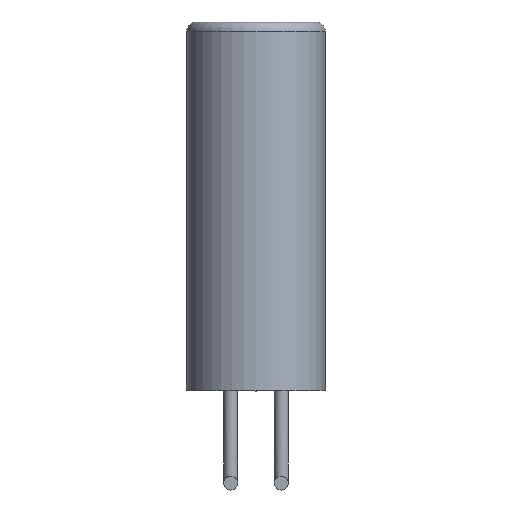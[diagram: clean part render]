
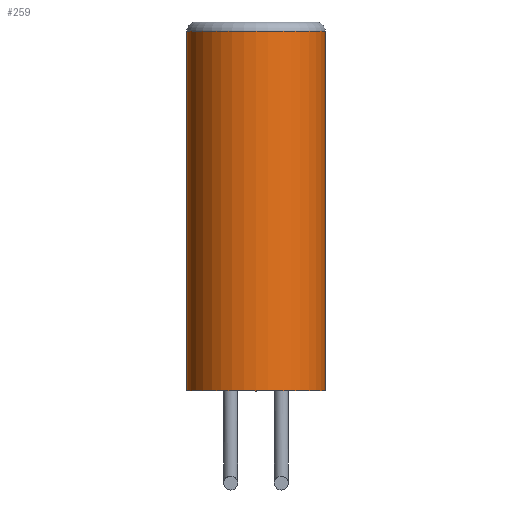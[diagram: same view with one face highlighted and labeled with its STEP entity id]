
A CAD part, front view. The second image highlights one B-rep face of the part: STEP entity #259.
In plain terms, the highlighted cylindrical face has radius 1.5 mm (diameter 3 mm), a full revolution.
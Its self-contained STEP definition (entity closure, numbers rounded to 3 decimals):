
#68=FACE_BOUND($,#105,.T.);
#79=FACE_OUTER_BOUND($,#104,.T.);
#104=EDGE_LOOP($,(#198));
#105=EDGE_LOOP($,(#199));
#126=CIRCLE($,#291,1.5);
#128=CIRCLE($,#294,1.5);
#143=VERTEX_POINT($,#486);
#145=VERTEX_POINT($,#491);
#166=EDGE_CURVE($,#143,#143,#126,.T.);
#168=EDGE_CURVE($,#145,#145,#128,.T.);
#198=ORIENTED_EDGE($,*,*,#168,.F.);
#199=ORIENTED_EDGE($,*,*,#166,.F.);
#234=CYLINDRICAL_SURFACE($,#293,1.5);
#259=ADVANCED_FACE($,(#79,#68),#234,.T.);
#291=AXIS2_PLACEMENT_3D($,#487,#348,#349);
#293=AXIS2_PLACEMENT_3D($,#490,#352,#353);
#294=AXIS2_PLACEMENT_3D($,#492,#354,#355);
#348=DIRECTION('center_axis',(0.,0.,1.));
#349=DIRECTION('ref_axis',(-1.,0.,0.));
#352=DIRECTION('center_axis',(0.,0.,1.));
#353=DIRECTION('ref_axis',(-1.,0.,0.));
#354=DIRECTION('center_axis',(0.,0.,-1.));
#355=DIRECTION('ref_axis',(-1.,0.,0.));
#486=CARTESIAN_POINT('',(1.5,0.,7.8));
#487=CARTESIAN_POINT('Origin',(0.,0.,7.8));
#490=CARTESIAN_POINT('Origin',(0.,0.,0.));
#491=CARTESIAN_POINT('',(1.5,0.,0.));
#492=CARTESIAN_POINT('Origin',(0.,0.,0.));
